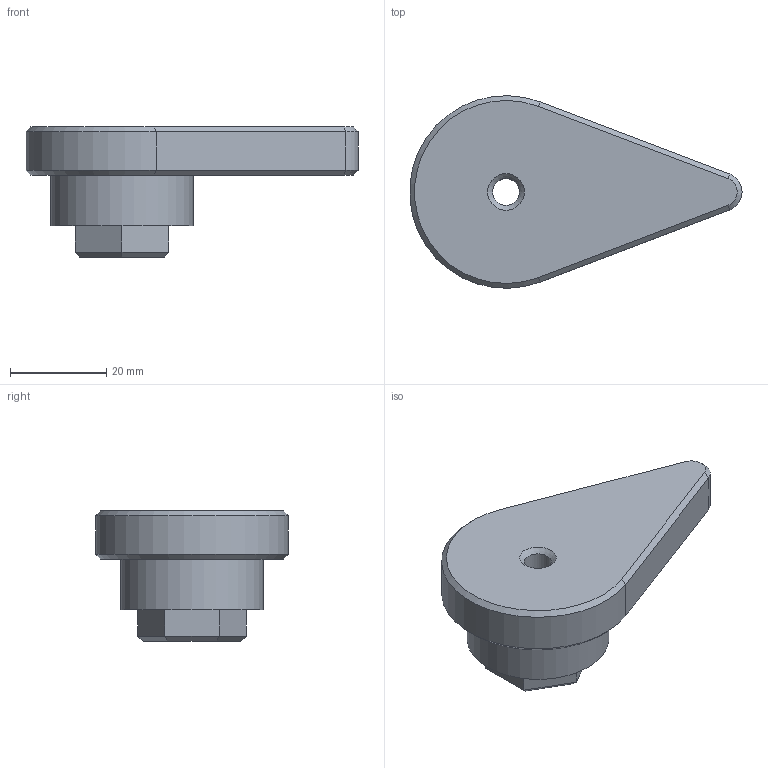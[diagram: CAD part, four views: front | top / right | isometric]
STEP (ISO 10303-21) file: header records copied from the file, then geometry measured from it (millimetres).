
FILE_DESCRIPTION(('FreeCAD Model'),'2;1');
FILE_NAME('Open CASCADE Shape Model','2024-03-26T11:24:19',(''),(''), 'Open CASCADE STEP processor 7.6','FreeCAD','Unknown');
FILE_SCHEMA(('AUTOMOTIVE_DESIGN { 1 0 10303 214 1 1 1 1 }'));
Length unit declared in the file: millimetre
Products named in the file (1): lever
Bounding box: 68.93 x 39.99 x 27 mm (x, y, z)
Volume: 26455.4 mm3; surface area: 6892.2 mm2
Topology: 1 solids, 1 shells, 32 faces, 68 edges, 40 vertices
Faces by surface type: plane 22, cone 6, cylinder 4
Full cylindrical faces by diameter (mm): 5.6 x1, 29.5 x1
Entity records: 864 total; most frequent: DIRECTION 148, CARTESIAN_POINT 141, ORIENTED_EDGE 136, EDGE_CURVE 68, LINE 54, VECTOR 54, AXIS2_PLACEMENT_3D 47, VERTEX_POINT 40
